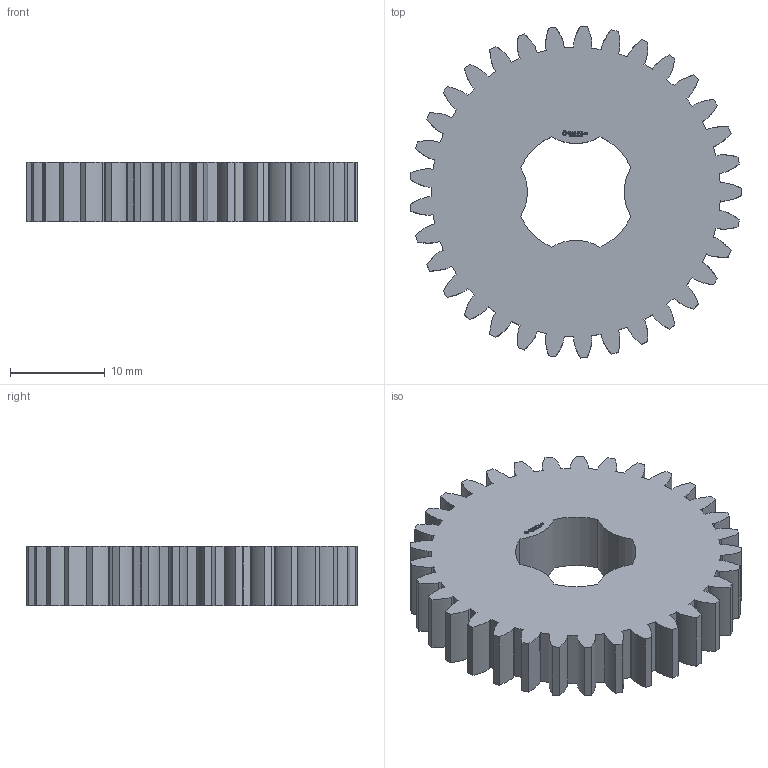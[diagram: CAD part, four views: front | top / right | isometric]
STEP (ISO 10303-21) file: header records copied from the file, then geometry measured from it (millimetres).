
FILE_DESCRIPTION(('FreeCAD Model'),'2;1');
FILE_NAME('Open CASCADE Shape Model','2024-03-09T19:39:03',(''),(''), 'Open CASCADE STEP processor 7.6','FreeCAD','Unknown');
FILE_SCHEMA(('AUTOMOTIVE_DESIGN { 1 0 10303 214 1 1 1 1 }'));
Length unit declared in the file: millimetre
Products named in the file (1): Gear Wheel PLN TTH33 BU00.50 SFT-SHD - SPN-GWH-0110 (stemfie.org)
Bounding box: 34.95 x 34.99 x 6.25 mm (x, y, z)
Volume: 4597.5 mm3; surface area: 3065 mm2
Topology: 1 solids, 1 shells, 648 faces, 1848 edges, 1232 vertices
Faces by surface type: plane 324, extrusion 316, cylinder 8
Entity records: 55519 total; most frequent: CARTESIAN_POINT 16215, DIRECTION 5278, VECTOR 4564, LINE 4248, ORIENTED_EDGE 3696, PCURVE 3696, DEFINITIONAL_REPRESENTATION 3696, EDGE_CURVE 1848
